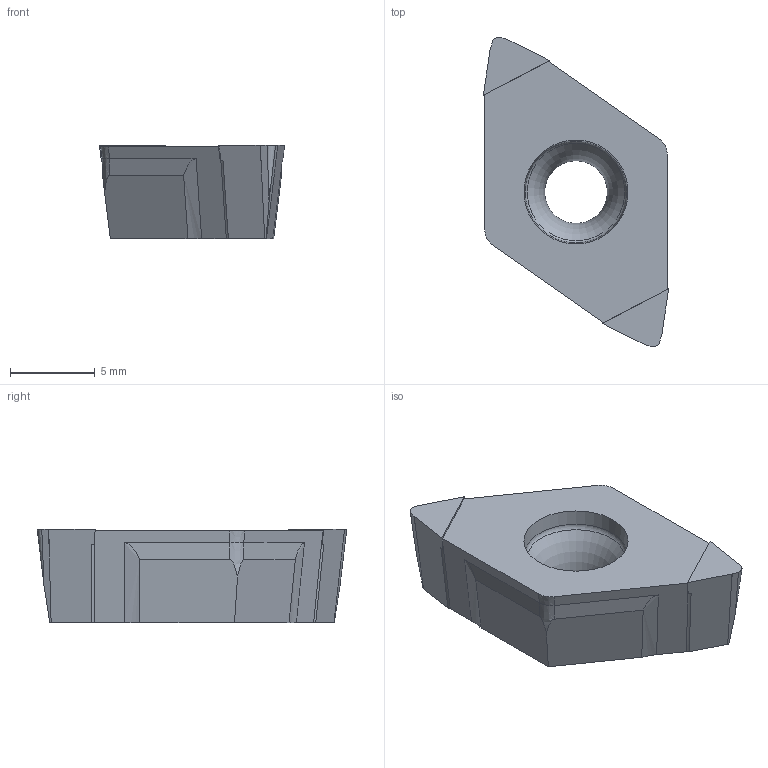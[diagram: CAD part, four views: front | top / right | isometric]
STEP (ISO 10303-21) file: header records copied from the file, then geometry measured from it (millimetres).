
FILE_DESCRIPTION(/* description */ (''),/* implementation_level */ '2;1');
FILE_NAME(/* name */ 'AAA389348_A.STP',/* time_stamp */ '2024-06-05T08:30:38+02:00',/* author */ (''),/* organization */ ('SMS'),/* preprocessor_version */ 'ST-DEVELOPER v16.7',/* originating_system */ 'SIEMENS PLM Software NX 12.0',/* authorisation */ '');
FILE_SCHEMA (('AUTOMOTIVE_DESIGN { 1 0 10303 214 3 1 1 1 }'));
Length unit declared in the file: millimetre
Products named in the file (1): AAA389348_A
Bounding box: 10.94 x 18.29 x 5.53 mm (x, y, z)
Volume: 581 mm3; surface area: 542.6 mm2
Topology: 1 solids, 1 shells, 56 faces, 185 edges, 141 vertices
Faces by surface type: plane 26, cone 15, bspline 8, extrusion 4, torus 2, cylinder 1
Full cylindrical faces by diameter (mm): 3.7 x1
Entity records: 3847 total; most frequent: CARTESIAN_POINT 2288, ORIENTED_EDGE 318, DIRECTION 260, EDGE_CURVE 159, VERTEX_POINT 109, AXIS2_PLACEMENT_3D 89, VECTOR 82, LINE 78
